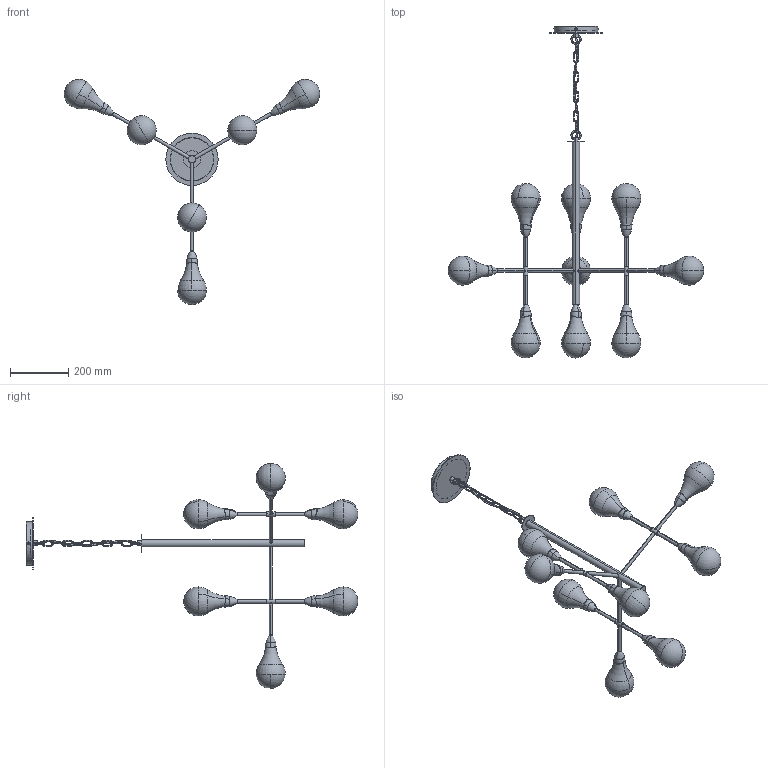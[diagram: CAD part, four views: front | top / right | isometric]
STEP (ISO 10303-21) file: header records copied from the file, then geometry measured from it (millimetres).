
FILE_DESCRIPTION (( 'STEP AP203' ), '1' );
FILE_NAME ('PX 14 00028._exported.step', '2025-02-09T08:31:55', ( '' ), ( '' ), 'SwSTEP 2.0', 'SolidWorks 2023', '' );
FILE_SCHEMA (( 'CONFIG_CONTROL_DESIGN' ));
Length unit declared in the file: millimetre
Products named in the file (1): PX 14 00028._exported
Bounding box: 879.42 x 1142 x 775 mm (x, y, z)
Surface area: 643726.5 mm2 (no closed solid volume)
Topology: 0 solids, 50 shells, 370 faces, 1058 edges, 679 vertices
Faces by surface type: torus 147, cylinder 128, bspline 32, plane 31, sphere 30, cone 2
Entity records: 23378 total; most frequent: CARTESIAN_POINT 13908, DIRECTION 2186, ORIENTED_EDGE 1704, EDGE_CURVE 1040, AXIS2_PLACEMENT_3D 997, VERTEX_POINT 679, CIRCLE 658, EDGE_LOOP 397
